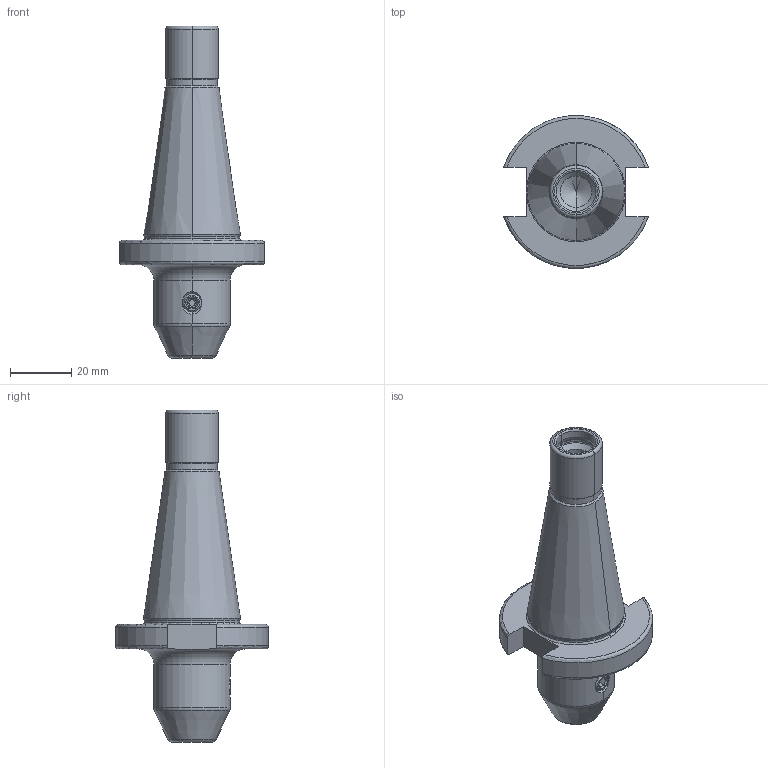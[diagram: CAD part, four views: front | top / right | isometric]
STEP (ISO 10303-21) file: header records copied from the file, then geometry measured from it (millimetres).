
FILE_DESCRIPTION((''),'2;1');
FILE_NAME('301_04_06','2020-08-28T',('103090'),(''),'CREO PARAMETRIC BY PTC INC, 2016260','CREO PARAMETRIC BY PTC INC, 2016260','');
FILE_SCHEMA(('CONFIG_CONTROL_DESIGN'));
Length unit declared in the file: millimetre
Products named in the file (1): 301_04_06
Bounding box: 47.34 x 49.83 x 108.4 mm (x, y, z)
Volume: 52565.7 mm3; surface area: 12763.8 mm2
Topology: 1 solids, 1 shells, 94 faces, 218 edges, 127 vertices
Faces by surface type: cone 26, torus 24, cylinder 22, plane 22
Entity records: 2864 total; most frequent: CARTESIAN_POINT 678, DIRECTION 486, ORIENTED_EDGE 432, EDGE_CURVE 216, AXIS2_PLACEMENT_3D 205, VERTEX_POINT 127, CIRCLE 108, EDGE_LOOP 97
